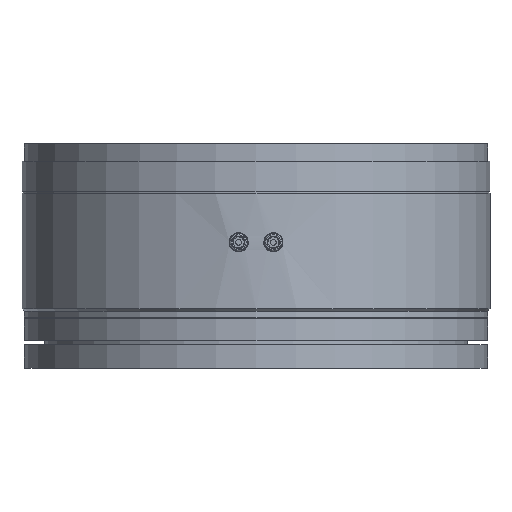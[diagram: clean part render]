
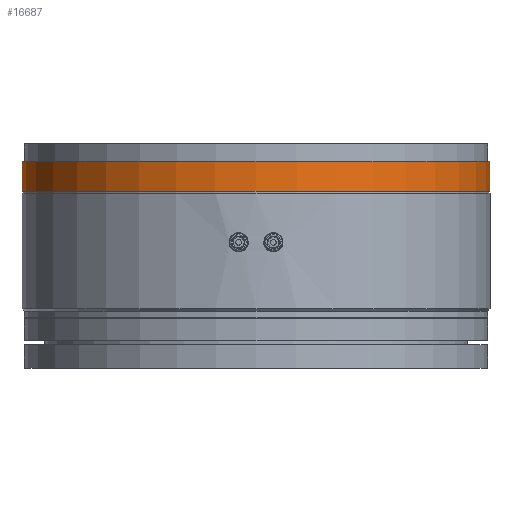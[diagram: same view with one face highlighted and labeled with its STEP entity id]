
A CAD part, front view. The second image highlights one B-rep face of the part: STEP entity #16687.
In plain terms, the highlighted cylindrical face has radius 40.4 mm (diameter 80.8 mm), a partial arc.
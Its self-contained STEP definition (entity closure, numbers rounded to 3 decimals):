
#671 = DIRECTION ( 'NONE',  ( -1., 0., 0. ) ) ;
#1192 = LINE ( 'NONE', #20937, #21056 ) ;
#1395 = FACE_OUTER_BOUND ( 'NONE', #9032, .T. ) ;
#1453 = VERTEX_POINT ( 'NONE', #7757 ) ;
#4196 = ORIENTED_EDGE ( 'NONE', *, *, #25312, .T. ) ;
#4682 = DIRECTION ( 'NONE',  ( 0., 0., -1. ) ) ;
#5321 = AXIS2_PLACEMENT_3D ( 'NONE', #18711, #18966, #14744 ) ;
#5805 = VERTEX_POINT ( 'NONE', #24651 ) ;
#6713 = AXIS2_PLACEMENT_3D ( 'NONE', #22637, #12659, #671 ) ;
#7757 = CARTESIAN_POINT ( 'NONE',  ( -40.4, 0., -8.2 ) ) ;
#8876 = CARTESIAN_POINT ( 'NONE',  ( -40.4, 0., -7.878 ) ) ;
#8979 = DIRECTION ( 'NONE',  ( 0., 0., -1. ) ) ;
#9032 = EDGE_LOOP ( 'NONE', ( #13670, #18292, #4196, #22276 ) ) ;
#9982 = VERTEX_POINT ( 'NONE', #21675 ) ;
#11290 = DIRECTION ( 'NONE',  ( -1., 0., 0. ) ) ;
#12659 = DIRECTION ( 'NONE',  ( 0., 0., -1. ) ) ;
#13382 = EDGE_CURVE ( 'NONE', #20110, #1453, #23099, .T. ) ;
#13670 = ORIENTED_EDGE ( 'NONE', *, *, #24659, .F. ) ;
#14744 = DIRECTION ( 'NONE',  ( -1., 0., 0. ) ) ;
#16687 = ADVANCED_FACE ( 'NONE', ( #1395 ), #19296, .T. ) ;
#16889 = VECTOR ( 'NONE', #4682, 1000. ) ;
#17469 = EDGE_CURVE ( 'NONE', #5805, #9982, #20453, .T. ) ;
#18292 = ORIENTED_EDGE ( 'NONE', *, *, #17469, .T. ) ;
#18711 = CARTESIAN_POINT ( 'NONE',  ( 0., 0., -3. ) ) ;
#18966 = DIRECTION ( 'NONE',  ( 0., 0., -1. ) ) ;
#19159 = AXIS2_PLACEMENT_3D ( 'NONE', #23635, #25729, #11290 ) ;
#19296 = CYLINDRICAL_SURFACE ( 'NONE', #19159, 40.4 ) ;
#20110 = VERTEX_POINT ( 'NONE', #25898 ) ;
#20453 = CIRCLE ( 'NONE', #5321, 40.4 ) ;
#20937 = CARTESIAN_POINT ( 'NONE',  ( 40.4, 0., -7.878 ) ) ;
#21056 = VECTOR ( 'NONE', #8979, 1000. ) ;
#21675 = CARTESIAN_POINT ( 'NONE',  ( -40.4, 0., -3. ) ) ;
#22276 = ORIENTED_EDGE ( 'NONE', *, *, #13382, .F. ) ;
#22637 = CARTESIAN_POINT ( 'NONE',  ( 0., 0., -8.2 ) ) ;
#23099 = CIRCLE ( 'NONE', #6713, 40.4 ) ;
#23635 = CARTESIAN_POINT ( 'NONE',  ( 0., 0., -7.878 ) ) ;
#24651 = CARTESIAN_POINT ( 'NONE',  ( 40.4, 0., -3. ) ) ;
#24659 = EDGE_CURVE ( 'NONE', #5805, #20110, #1192, .T. ) ;
#24927 = LINE ( 'NONE', #8876, #16889 ) ;
#25312 = EDGE_CURVE ( 'NONE', #9982, #1453, #24927, .T. ) ;
#25729 = DIRECTION ( 'NONE',  ( 0., 0., -1. ) ) ;
#25898 = CARTESIAN_POINT ( 'NONE',  ( 40.4, 0., -8.2 ) ) ;
